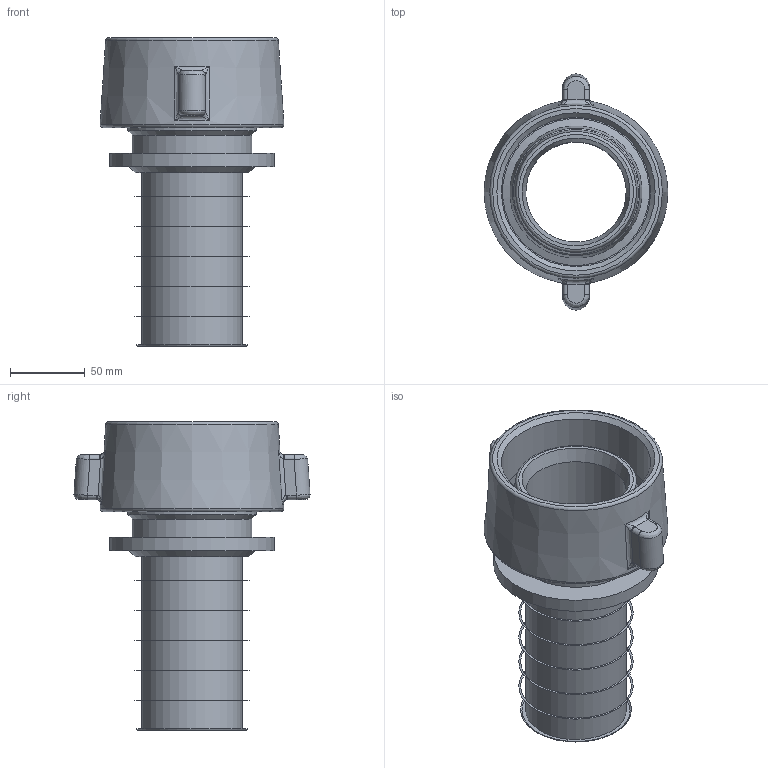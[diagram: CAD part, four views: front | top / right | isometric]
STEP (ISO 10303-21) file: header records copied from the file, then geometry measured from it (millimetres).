
FILE_DESCRIPTION(/* description */ (''),/* implementation_level */ '2;1');
FILE_NAME(/* name */ '105_75_s.stp',/* time_stamp */ '2020-04-09T12:53:09+02:00',/* author */ ('schnellinger'),/* organization */ (''),/* preprocessor_version */ 'ST-DEVELOPER v17',/* originating_system */ 'Autodesk Inventor 2018',/* authorisation */ '0 mm^3');
FILE_SCHEMA (('AUTOMOTIVE_DESIGN { 1 0 10303 214 3 1 1 }'));
Length unit declared in the file: millimetre
Products named in the file (1): LUE_00025751
Bounding box: 122.72 x 157.55 x 206 mm (x, y, z)
Volume: 510261.4 mm3; surface area: 168543.2 mm2
Topology: 5 solids, 5 shells, 103 faces, 249 edges, 158 vertices
Faces by surface type: plane 26, bspline 24, cylinder 20, cone 17, torus 16
Full cylindrical faces by diameter (mm): 67 x1, 76.5 x1, 77 x1, 80 x1, 86 x1, 89 x1, 98 x1, 99.6 x1, 106 x1, 110 x1
Entity records: 4175 total; most frequent: CARTESIAN_POINT 1619, DIRECTION 515, ORIENTED_EDGE 482, EDGE_CURVE 241, AXIS2_PLACEMENT_3D 234, VERTEX_POINT 158, CIRCLE 146, EDGE_LOOP 123
